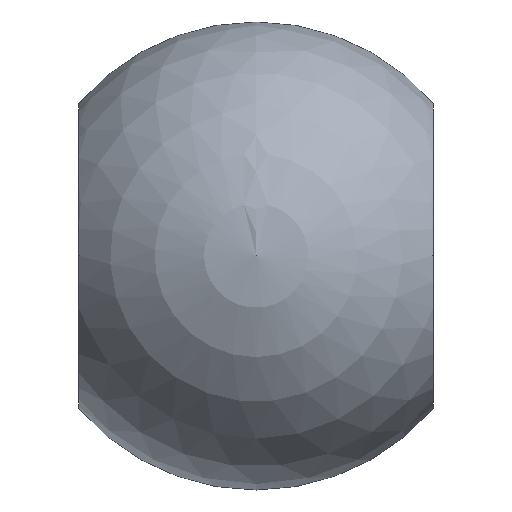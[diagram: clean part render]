
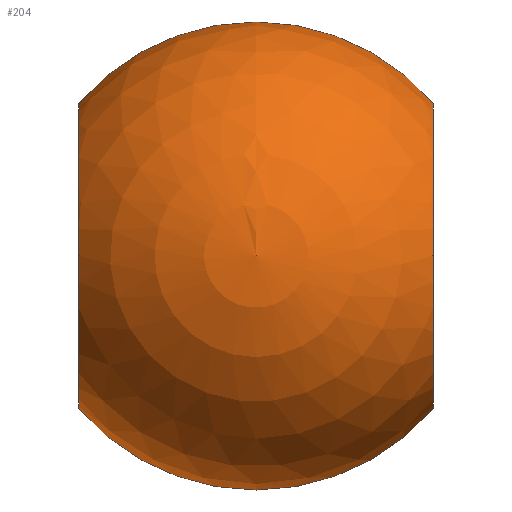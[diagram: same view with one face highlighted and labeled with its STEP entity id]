
A CAD part, top view. The second image highlights one B-rep face of the part: STEP entity #204.
In plain terms, the highlighted spherical face has radius 10 mm.
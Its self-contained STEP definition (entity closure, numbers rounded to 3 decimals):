
#3 = EDGE_CURVE ( 'NONE', #316, #293, #175, .T. ) ;
#5 = ORIENTED_EDGE ( 'NONE', *, *, #239, .T. ) ;
#10 = CARTESIAN_POINT ( 'NONE',  ( -15.182, 0., 6.525 ) ) ;
#13 = CARTESIAN_POINT ( 'NONE',  ( -0.025, 0., 0. ) ) ;
#14 = AXIS2_PLACEMENT_3D ( 'NONE', #247, #315, #89 ) ;
#18 = DIRECTION ( 'NONE',  ( -1., 0., 0. ) ) ;
#22 = CARTESIAN_POINT ( 'NONE',  ( -7.603, 0., 0. ) ) ;
#30 = EDGE_CURVE ( 'NONE', #63, #293, #105, .T. ) ;
#34 = AXIS2_PLACEMENT_3D ( 'NONE', #291, #139, #39 ) ;
#35 = EDGE_CURVE ( 'NONE', #285, #316, #85, .T. ) ;
#39 = DIRECTION ( 'NONE',  ( -1., 0., 0. ) ) ;
#42 = ORIENTED_EDGE ( 'NONE', *, *, #30, .F. ) ;
#43 = CARTESIAN_POINT ( 'NONE',  ( -7.603, 0., 0. ) ) ;
#44 = ORIENTED_EDGE ( 'NONE', *, *, #119, .T. ) ;
#63 = VERTEX_POINT ( 'NONE', #270 ) ;
#80 = AXIS2_PLACEMENT_3D ( 'NONE', #13, #230, #124 ) ;
#85 = CIRCLE ( 'NONE', #108, 6.525 ) ;
#88 = EDGE_CURVE ( 'NONE', #266, #285, #163, .T. ) ;
#89 = DIRECTION ( 'NONE',  ( 0., 0., 1. ) ) ;
#103 = CARTESIAN_POINT ( 'NONE',  ( -15.182, 0., 0. ) ) ;
#105 = CIRCLE ( 'NONE', #34, 10. ) ;
#108 = AXIS2_PLACEMENT_3D ( 'NONE', #318, #18, #322 ) ;
#111 = VERTEX_POINT ( 'NONE', #10 ) ;
#119 = EDGE_CURVE ( 'NONE', #63, #111, #202, .T. ) ;
#124 = DIRECTION ( 'NONE',  ( 0., 0., -1. ) ) ;
#126 = DIRECTION ( 'NONE',  ( 0., 0., 1. ) ) ;
#127 = DIRECTION ( 'NONE',  ( 1., 0., 0. ) ) ;
#129 = DIRECTION ( 'NONE',  ( 0., 0., 1. ) ) ;
#139 = DIRECTION ( 'NONE',  ( 0., 0., -1. ) ) ;
#145 = ORIENTED_EDGE ( 'NONE', *, *, #3, .T. ) ;
#163 = CIRCLE ( 'NONE', #182, 10. ) ;
#170 = DIRECTION ( 'NONE',  ( 0., 0., 1. ) ) ;
#175 = CIRCLE ( 'NONE', #80, 6.525 ) ;
#182 = AXIS2_PLACEMENT_3D ( 'NONE', #43, #170, #231 ) ;
#195 = CIRCLE ( 'NONE', #234, 6.525 ) ;
#202 = CIRCLE ( 'NONE', #14, 6.525 ) ;
#204 = ADVANCED_FACE ( 'NONE', ( #298 ), #253, .T. ) ;
#214 = EDGE_LOOP ( 'NONE', ( #44, #5, #243, #241, #145, #42 ) ) ;
#230 = DIRECTION ( 'NONE',  ( -1., 0., 0. ) ) ;
#231 = DIRECTION ( 'NONE',  ( 0., -1., 0. ) ) ;
#233 = CARTESIAN_POINT ( 'NONE',  ( -0.025, 0., 6.525 ) ) ;
#234 = AXIS2_PLACEMENT_3D ( 'NONE', #103, #127, #129 ) ;
#239 = EDGE_CURVE ( 'NONE', #111, #266, #195, .T. ) ;
#241 = ORIENTED_EDGE ( 'NONE', *, *, #35, .T. ) ;
#243 = ORIENTED_EDGE ( 'NONE', *, *, #88, .T. ) ;
#247 = CARTESIAN_POINT ( 'NONE',  ( -15.182, 0., 0. ) ) ;
#253 = SPHERICAL_SURFACE ( 'NONE', #290, 10. ) ;
#266 = VERTEX_POINT ( 'NONE', #281 ) ;
#270 = CARTESIAN_POINT ( 'NONE',  ( -15.182, 6.525, 0. ) ) ;
#281 = CARTESIAN_POINT ( 'NONE',  ( -15.182, -6.525, 0. ) ) ;
#285 = VERTEX_POINT ( 'NONE', #301 ) ;
#290 = AXIS2_PLACEMENT_3D ( 'NONE', #22, #126, #326 ) ;
#291 = CARTESIAN_POINT ( 'NONE',  ( -7.603, 0., 0. ) ) ;
#293 = VERTEX_POINT ( 'NONE', #330 ) ;
#298 = FACE_OUTER_BOUND ( 'NONE', #214, .T. ) ;
#301 = CARTESIAN_POINT ( 'NONE',  ( -0.025, -6.525, 0. ) ) ;
#315 = DIRECTION ( 'NONE',  ( 1., 0., 0. ) ) ;
#316 = VERTEX_POINT ( 'NONE', #233 ) ;
#318 = CARTESIAN_POINT ( 'NONE',  ( -0.025, 0., 0. ) ) ;
#322 = DIRECTION ( 'NONE',  ( 0., 0., -1. ) ) ;
#326 = DIRECTION ( 'NONE',  ( 0., 1., 0. ) ) ;
#330 = CARTESIAN_POINT ( 'NONE',  ( -0.025, 6.525, 0. ) ) ;
